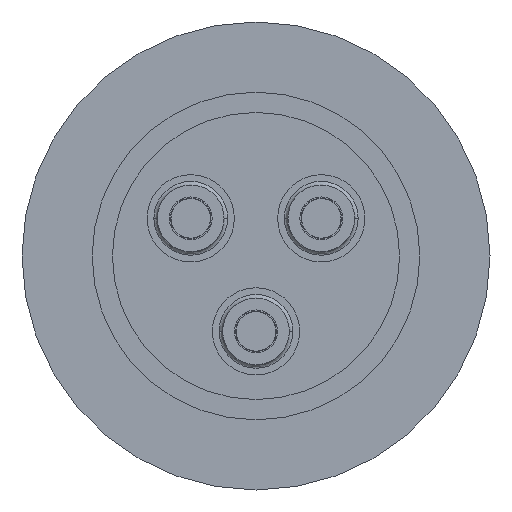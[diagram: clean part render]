
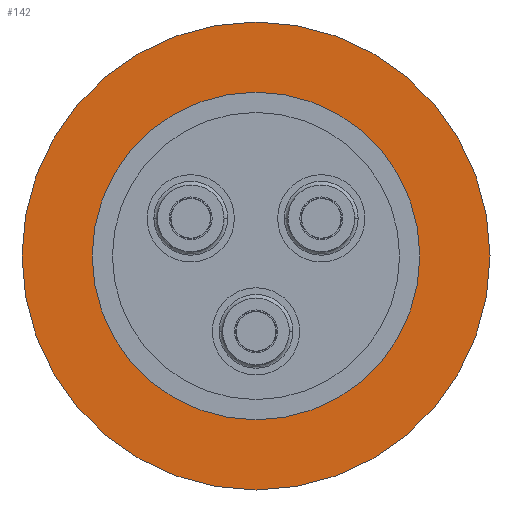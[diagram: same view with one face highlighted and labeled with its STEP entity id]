
A CAD part, front view. The second image highlights one B-rep face of the part: STEP entity #142.
In plain terms, the highlighted planar face has unit normal (0, -1, 0).
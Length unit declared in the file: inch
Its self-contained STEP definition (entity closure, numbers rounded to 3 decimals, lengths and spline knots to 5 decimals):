
#142 = ADVANCED_FACE ( 'NONE', ( #4692, #4598 ), #4427, .T. ) ;
#735 = CARTESIAN_POINT ( 'NONE',  ( 0., 0., 0. ) ) ;
#736 = DIRECTION ( 'NONE',  ( 0., 1., 0. ) ) ;
#737 = DIRECTION ( 'NONE',  ( 0., 0., 1. ) ) ;
#1140 = AXIS2_PLACEMENT_3D ( 'NONE', #5559, #5560, #5561 ) ;
#1146 = AXIS2_PLACEMENT_3D ( 'NONE', #5588, #5589, #5590 ) ;
#1147 = AXIS2_PLACEMENT_3D ( 'NONE', #5593, #5594, #5595 ) ;
#1525 = VERTEX_POINT ( 'NONE', #1929 ) ;
#1540 = VERTEX_POINT ( 'NONE', #1732 ) ;
#1625 = VERTEX_POINT ( 'NONE', #1896 ) ;
#1627 = VERTEX_POINT ( 'NONE', #1923 ) ;
#1732 = CARTESIAN_POINT ( 'NONE',  ( 0., 0., -1.475 ) ) ;
#1896 = CARTESIAN_POINT ( 'NONE',  ( 0., 0., 1.0325 ) ) ;
#1923 = CARTESIAN_POINT ( 'NONE',  ( 0., 0., -1.0325 ) ) ;
#1929 = CARTESIAN_POINT ( 'NONE',  ( 0., 0., 1.475 ) ) ;
#2240 = CIRCLE ( 'NONE', #1146, 1.475 ) ;
#2250 = CIRCLE ( 'NONE', #1140, 1.0325 ) ;
#2414 = CIRCLE ( 'NONE', #1147, 1.475 ) ;
#3218 = CIRCLE ( 'NONE', #3838, 1.0325 ) ;
#3838 = AXIS2_PLACEMENT_3D ( 'NONE', #735, #736, #737 ) ;
#3995 = EDGE_CURVE ( 'NONE', #1625, #1627, #3218, .T. ) ;
#4419 = CARTESIAN_POINT ( 'NONE',  ( -1.475, 0., 0. ) ) ;
#4427 = PLANE ( 'NONE',  #6550 ) ;
#4429 = DIRECTION ( 'NONE',  ( 0., -1., 0. ) ) ;
#4431 = DIRECTION ( 'NONE',  ( 0., 0., -1. ) ) ;
#4598 = FACE_OUTER_BOUND ( 'NONE', #5287, .T. ) ;
#4692 = FACE_BOUND ( 'NONE', #5348, .T. ) ;
#4826 = ORIENTED_EDGE ( 'NONE', *, *, #6297, .F. ) ;
#5120 = ORIENTED_EDGE ( 'NONE', *, *, #6294, .F. ) ;
#5287 = EDGE_LOOP ( 'NONE', ( #5120, #4826 ) ) ;
#5297 = ORIENTED_EDGE ( 'NONE', *, *, #3995, .T. ) ;
#5298 = ORIENTED_EDGE ( 'NONE', *, *, #6282, .T. ) ;
#5348 = EDGE_LOOP ( 'NONE', ( #5297, #5298 ) ) ;
#5559 = CARTESIAN_POINT ( 'NONE',  ( 0., 0., 0. ) ) ;
#5560 = DIRECTION ( 'NONE',  ( 0., 1., 0. ) ) ;
#5561 = DIRECTION ( 'NONE',  ( 0., 0., 1. ) ) ;
#5588 = CARTESIAN_POINT ( 'NONE',  ( 0., 0., 0. ) ) ;
#5589 = DIRECTION ( 'NONE',  ( 0., 1., 0. ) ) ;
#5590 = DIRECTION ( 'NONE',  ( 0., 0., 1. ) ) ;
#5593 = CARTESIAN_POINT ( 'NONE',  ( 0., 0., 0. ) ) ;
#5594 = DIRECTION ( 'NONE',  ( 0., 1., 0. ) ) ;
#5595 = DIRECTION ( 'NONE',  ( 0., 0., 1. ) ) ;
#6282 = EDGE_CURVE ( 'NONE', #1627, #1625, #2250, .T. ) ;
#6294 = EDGE_CURVE ( 'NONE', #1525, #1540, #2240, .T. ) ;
#6297 = EDGE_CURVE ( 'NONE', #1540, #1525, #2414, .T. ) ;
#6550 = AXIS2_PLACEMENT_3D ( 'NONE', #4419, #4429, #4431 ) ;
